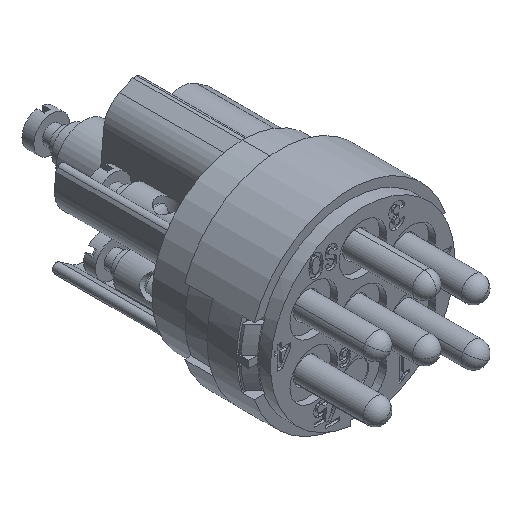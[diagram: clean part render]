
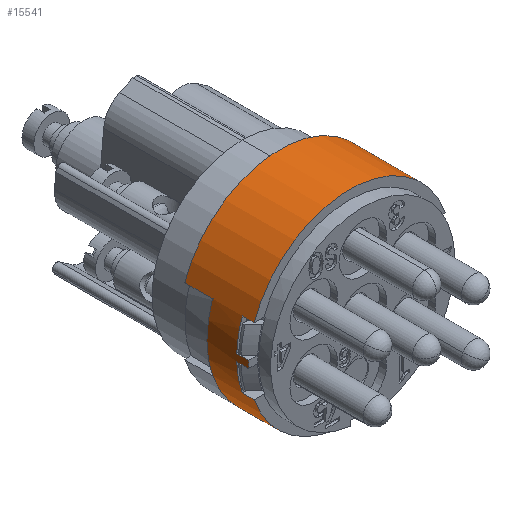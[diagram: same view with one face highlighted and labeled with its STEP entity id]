
A CAD part, isometric view. The second image highlights one B-rep face of the part: STEP entity #15541.
In plain terms, the highlighted cylindrical face has radius 8.5 mm (diameter 17 mm), a partial arc.
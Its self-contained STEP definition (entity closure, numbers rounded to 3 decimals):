
#195=DIRECTION('',(0.,-1.,0.));
#196=VECTOR('',#195,2.34);
#197=CARTESIAN_POINT('',(8.026,-0.4,2.8));
#198=LINE('',#197,#196);
#199=DIRECTION('',(0.,-1.,0.));
#200=VECTOR('',#199,3.49);
#201=CARTESIAN_POINT('',(1.025,-2.75,-8.438));
#202=LINE('',#201,#200);
#203=DIRECTION('',(0.,1.,0.));
#204=VECTOR('',#203,1.);
#205=CARTESIAN_POINT('',(8.026,-6.24,-2.8));
#206=LINE('',#205,#204);
#207=DIRECTION('',(0.,-1.,0.));
#208=VECTOR('',#207,1.);
#209=CARTESIAN_POINT('',(8.495,-5.24,-0.3));
#210=LINE('',#209,#208);
#211=DIRECTION('',(0.,1.,0.));
#212=VECTOR('',#211,1.);
#213=CARTESIAN_POINT('',(8.495,-6.24,0.3));
#214=LINE('',#213,#212);
#215=DIRECTION('',(0.,-1.,0.));
#216=VECTOR('',#215,1.);
#217=CARTESIAN_POINT('',(8.026,-5.24,2.8));
#218=LINE('',#217,#216);
#219=CARTESIAN_POINT('',(0.,-6.24,0.));
#220=DIRECTION('',(0.,-1.,0.));
#221=DIRECTION('',(0.944,0.,0.329));
#222=AXIS2_PLACEMENT_3D('',#219,#220,#221);
#224=DIRECTION('',(0.,1.,0.));
#225=VECTOR('',#224,1.);
#226=CARTESIAN_POINT('',(-8.026,-6.24,2.8));
#227=LINE('',#226,#225);
#228=DIRECTION('',(0.,-1.,0.));
#229=VECTOR('',#228,1.);
#230=CARTESIAN_POINT('',(-8.495,-5.24,0.3));
#231=LINE('',#230,#229);
#232=DIRECTION('',(0.,1.,0.));
#233=VECTOR('',#232,1.);
#234=CARTESIAN_POINT('',(-8.495,-6.24,-0.3));
#235=LINE('',#234,#233);
#236=DIRECTION('',(0.,-1.,0.));
#237=VECTOR('',#236,1.);
#238=CARTESIAN_POINT('',(-8.026,-5.24,-2.8));
#239=LINE('',#238,#237);
#240=DIRECTION('',(0.,1.,0.));
#241=VECTOR('',#240,3.49);
#242=CARTESIAN_POINT('',(-1.025,-6.24,-8.438));
#243=LINE('',#242,#241);
#244=DIRECTION('',(0.,1.,0.));
#245=VECTOR('',#244,2.34);
#246=CARTESIAN_POINT('',(-8.026,-2.74,2.8));
#247=LINE('',#246,#245);
#248=CARTESIAN_POINT('',(0.,-0.4,0.));
#249=DIRECTION('',(0.,1.,0.));
#250=DIRECTION('',(-0.944,0.,0.329));
#251=AXIS2_PLACEMENT_3D('',#248,#249,#250);
#347=CARTESIAN_POINT('',(0.,-2.74,0.));
#348=DIRECTION('',(0.,-1.,0.));
#349=DIRECTION('',(-0.944,0.,0.329));
#350=AXIS2_PLACEMENT_3D('',#347,#348,#349);
#352=CARTESIAN_POINT('',(0.,-2.74,0.));
#353=DIRECTION('',(0.,-1.,0.));
#354=DIRECTION('',(0.944,0.,-0.329));
#355=AXIS2_PLACEMENT_3D('',#352,#353,#354);
#1217=CARTESIAN_POINT('',(0.,-6.24,0.));
#1218=DIRECTION('',(0.,1.,0.));
#1219=DIRECTION('',(-0.121,0.,-0.993));
#1220=AXIS2_PLACEMENT_3D('',#1217,#1218,#1219);
#1320=DIRECTION('',(0.,-1.,0.));
#1321=VECTOR('',#1320,0.01);
#1322=CARTESIAN_POINT('',(-8.026,-2.74,-2.8));
#1323=LINE('',#1322,#1321);
#1324=CARTESIAN_POINT('',(0.,-2.75,0.));
#1325=DIRECTION('',(0.,-1.,0.));
#1326=DIRECTION('',(-0.944,0.,-0.329));
#1327=AXIS2_PLACEMENT_3D('',#1324,#1325,#1326);
#1334=CARTESIAN_POINT('',(0.,-2.75,0.));
#1335=DIRECTION('',(0.,-1.,0.));
#1336=DIRECTION('',(0.121,0.,-0.993));
#1337=AXIS2_PLACEMENT_3D('',#1334,#1335,#1336);
#1339=DIRECTION('',(0.,-1.,0.));
#1340=VECTOR('',#1339,0.01);
#1341=CARTESIAN_POINT('',(8.026,-2.74,-2.8));
#1342=LINE('',#1341,#1340);
#1471=CARTESIAN_POINT('',(0.,-5.24,0.));
#1472=DIRECTION('',(0.,1.,0.));
#1473=DIRECTION('',(0.944,0.,0.329));
#1474=AXIS2_PLACEMENT_3D('',#1471,#1472,#1473);
#1489=CARTESIAN_POINT('',(0.,-6.24,0.));
#1490=DIRECTION('',(0.,1.,0.));
#1491=DIRECTION('',(0.999,0.,0.035));
#1492=AXIS2_PLACEMENT_3D('',#1489,#1490,#1491);
#1551=CARTESIAN_POINT('',(0.,-5.24,0.));
#1552=DIRECTION('',(0.,1.,0.));
#1553=DIRECTION('',(0.999,0.,-0.035));
#1554=AXIS2_PLACEMENT_3D('',#1551,#1552,#1553);
#1560=CARTESIAN_POINT('',(0.,-6.24,0.));
#1561=DIRECTION('',(0.,1.,0.));
#1562=DIRECTION('',(0.944,0.,-0.329));
#1563=AXIS2_PLACEMENT_3D('',#1560,#1561,#1562);
#9616=CARTESIAN_POINT('',(0.,-5.24,0.));
#9617=DIRECTION('',(0.,1.,0.));
#9618=DIRECTION('',(-0.944,0.,-0.329));
#9619=AXIS2_PLACEMENT_3D('',#9616,#9617,#9618);
#9646=CARTESIAN_POINT('',(0.,-6.24,0.));
#9647=DIRECTION('',(0.,1.,0.));
#9648=DIRECTION('',(-0.999,0.,-0.035));
#9649=AXIS2_PLACEMENT_3D('',#9646,#9647,#9648);
#9673=CARTESIAN_POINT('',(0.,-5.24,0.));
#9674=DIRECTION('',(0.,1.,0.));
#9675=DIRECTION('',(-0.999,0.,0.035));
#9676=AXIS2_PLACEMENT_3D('',#9673,#9674,#9675);
#12769=CARTESIAN_POINT('',(8.026,-0.4,2.8));
#12770=VERTEX_POINT('',#12769);
#12772=CARTESIAN_POINT('',(-8.026,-0.4,2.8));
#12774=VERTEX_POINT('',#12772);
#14515=CARTESIAN_POINT('',(-1.025,-6.24,-8.438));
#14516=VERTEX_POINT('',#14515);
#14517=CARTESIAN_POINT('',(1.025,-6.24,-8.438));
#14518=VERTEX_POINT('',#14517);
#14519=CARTESIAN_POINT('',(8.026,-6.24,-2.8));
#14520=VERTEX_POINT('',#14519);
#14522=CARTESIAN_POINT('',(8.026,-5.24,-2.8));
#14524=VERTEX_POINT('',#14522);
#14531=CARTESIAN_POINT('',(8.495,-6.24,-0.3));
#14532=VERTEX_POINT('',#14531);
#14533=CARTESIAN_POINT('',(8.495,-5.24,-0.3));
#14534=VERTEX_POINT('',#14533);
#14541=CARTESIAN_POINT('',(8.495,-6.24,0.3));
#14542=VERTEX_POINT('',#14541);
#14551=CARTESIAN_POINT('',(8.495,-5.24,0.3));
#14552=VERTEX_POINT('',#14551);
#14557=CARTESIAN_POINT('',(8.026,-6.24,2.8));
#14558=VERTEX_POINT('',#14557);
#14559=CARTESIAN_POINT('',(8.026,-5.24,2.8));
#14560=VERTEX_POINT('',#14559);
#14563=CARTESIAN_POINT('',(-8.026,-6.24,2.8));
#14564=VERTEX_POINT('',#14563);
#14566=CARTESIAN_POINT('',(-8.026,-5.24,2.8));
#14568=VERTEX_POINT('',#14566);
#14575=CARTESIAN_POINT('',(-8.495,-6.24,0.3));
#14576=VERTEX_POINT('',#14575);
#14577=CARTESIAN_POINT('',(-8.495,-5.24,0.3));
#14578=VERTEX_POINT('',#14577);
#14585=CARTESIAN_POINT('',(-8.495,-6.24,-0.3));
#14586=VERTEX_POINT('',#14585);
#14595=CARTESIAN_POINT('',(-8.495,-5.24,-0.3));
#14596=VERTEX_POINT('',#14595);
#14643=CARTESIAN_POINT('',(-8.026,-5.24,-2.8));
#14644=VERTEX_POINT('',#14643);
#14645=CARTESIAN_POINT('',(-8.026,-6.24,-2.8));
#14646=VERTEX_POINT('',#14645);
#15238=CARTESIAN_POINT('',(-8.026,-2.74,-2.8));
#15240=VERTEX_POINT('',#15238);
#15241=CARTESIAN_POINT('',(-8.026,-2.75,-2.8));
#15242=VERTEX_POINT('',#15241);
#15254=CARTESIAN_POINT('',(-1.025,-2.75,-8.438));
#15256=VERTEX_POINT('',#15254);
#15259=CARTESIAN_POINT('',(1.025,-2.75,-8.438));
#15260=VERTEX_POINT('',#15259);
#15283=CARTESIAN_POINT('',(8.026,-2.75,-2.8));
#15284=VERTEX_POINT('',#15283);
#15299=CARTESIAN_POINT('',(8.026,-2.74,2.8));
#15300=VERTEX_POINT('',#15299);
#15301=CARTESIAN_POINT('',(-8.026,-2.74,2.8));
#15302=VERTEX_POINT('',#15301);
#15303=CARTESIAN_POINT('',(8.026,-2.74,-2.8));
#15304=VERTEX_POINT('',#15303);
#15479=CARTESIAN_POINT('',(0.,3.08,0.));
#15480=DIRECTION('',(0.,-1.,0.));
#15481=DIRECTION('',(0.,0.,1.));
#15482=AXIS2_PLACEMENT_3D('',#15479,#15480,#15481);
#15483=CYLINDRICAL_SURFACE('',#15482,8.5);
#15485=ORIENTED_EDGE('',*,*,#15484,.T.);
#15487=ORIENTED_EDGE('',*,*,#15486,.F.);
#15489=ORIENTED_EDGE('',*,*,#15488,.T.);
#15491=ORIENTED_EDGE('',*,*,#15490,.F.);
#15493=ORIENTED_EDGE('',*,*,#15492,.T.);
#15495=ORIENTED_EDGE('',*,*,#15494,.F.);
#15497=ORIENTED_EDGE('',*,*,#15496,.T.);
#15499=ORIENTED_EDGE('',*,*,#15498,.F.);
#15501=ORIENTED_EDGE('',*,*,#15500,.T.);
#15503=ORIENTED_EDGE('',*,*,#15502,.F.);
#15505=ORIENTED_EDGE('',*,*,#15504,.T.);
#15507=ORIENTED_EDGE('',*,*,#15506,.F.);
#15509=ORIENTED_EDGE('',*,*,#15508,.T.);
#15511=ORIENTED_EDGE('',*,*,#15510,.T.);
#15513=ORIENTED_EDGE('',*,*,#15512,.T.);
#15515=ORIENTED_EDGE('',*,*,#15514,.F.);
#15517=ORIENTED_EDGE('',*,*,#15516,.T.);
#15519=ORIENTED_EDGE('',*,*,#15518,.F.);
#15521=ORIENTED_EDGE('',*,*,#15520,.T.);
#15523=ORIENTED_EDGE('',*,*,#15522,.F.);
#15525=ORIENTED_EDGE('',*,*,#15524,.T.);
#15527=ORIENTED_EDGE('',*,*,#15526,.F.);
#15528=ORIENTED_EDGE('',*,*,#15466,.T.);
#15530=ORIENTED_EDGE('',*,*,#15529,.F.);
#15532=ORIENTED_EDGE('',*,*,#15531,.F.);
#15534=ORIENTED_EDGE('',*,*,#15533,.F.);
#15536=ORIENTED_EDGE('',*,*,#15535,.T.);
#15538=ORIENTED_EDGE('',*,*,#15537,.T.);
#15539=EDGE_LOOP('',(#15485,#15487,#15489,#15491,#15493,#15495,#15497,#15499,
#15501,#15503,#15505,#15507,#15509,#15511,#15513,#15515,#15517,#15519,#15521,
#15523,#15525,#15527,#15528,#15530,#15532,#15534,#15536,#15538));
#15540=FACE_OUTER_BOUND('',#15539,.F.);
#223=CIRCLE('',#222,8.5);
#252=CIRCLE('',#251,8.5);
#351=CIRCLE('',#350,8.5);
#356=CIRCLE('',#355,8.5);
#1221=CIRCLE('',#1220,8.5);
#1328=CIRCLE('',#1327,8.5);
#1338=CIRCLE('',#1337,8.5);
#1475=CIRCLE('',#1474,8.5);
#1493=CIRCLE('',#1492,8.5);
#1555=CIRCLE('',#1554,8.5);
#1564=CIRCLE('',#1563,8.5);
#9620=CIRCLE('',#9619,8.5);
#9650=CIRCLE('',#9649,8.5);
#9677=CIRCLE('',#9676,8.5);
#15466=EDGE_CURVE('',#14516,#15256,#243,.T.);
#15484=EDGE_CURVE('',#12770,#15300,#198,.T.);
#15486=EDGE_CURVE('',#15304,#15300,#356,.T.);
#15488=EDGE_CURVE('',#15304,#15284,#1342,.T.);
#15490=EDGE_CURVE('',#15260,#15284,#1338,.T.);
#15492=EDGE_CURVE('',#15260,#14518,#202,.T.);
#15494=EDGE_CURVE('',#14520,#14518,#1564,.T.);
#15496=EDGE_CURVE('',#14520,#14524,#206,.T.);
#15498=EDGE_CURVE('',#14534,#14524,#1555,.T.);
#15500=EDGE_CURVE('',#14534,#14532,#210,.T.);
#15502=EDGE_CURVE('',#14542,#14532,#1493,.T.);
#15504=EDGE_CURVE('',#14542,#14552,#214,.T.);
#15506=EDGE_CURVE('',#14560,#14552,#1475,.T.);
#15508=EDGE_CURVE('',#14560,#14558,#218,.T.);
#15510=EDGE_CURVE('',#14558,#14564,#223,.T.);
#15512=EDGE_CURVE('',#14564,#14568,#227,.T.);
#15514=EDGE_CURVE('',#14578,#14568,#9677,.T.);
#15516=EDGE_CURVE('',#14578,#14576,#231,.T.);
#15518=EDGE_CURVE('',#14586,#14576,#9650,.T.);
#15520=EDGE_CURVE('',#14586,#14596,#235,.T.);
#15522=EDGE_CURVE('',#14644,#14596,#9620,.T.);
#15524=EDGE_CURVE('',#14644,#14646,#239,.T.);
#15526=EDGE_CURVE('',#14516,#14646,#1221,.T.);
#15529=EDGE_CURVE('',#15242,#15256,#1328,.T.);
#15531=EDGE_CURVE('',#15240,#15242,#1323,.T.);
#15533=EDGE_CURVE('',#15302,#15240,#351,.T.);
#15535=EDGE_CURVE('',#15302,#12774,#247,.T.);
#15537=EDGE_CURVE('',#12774,#12770,#252,.T.);
#15541=ADVANCED_FACE('',(#15540),#15483,.T.);
